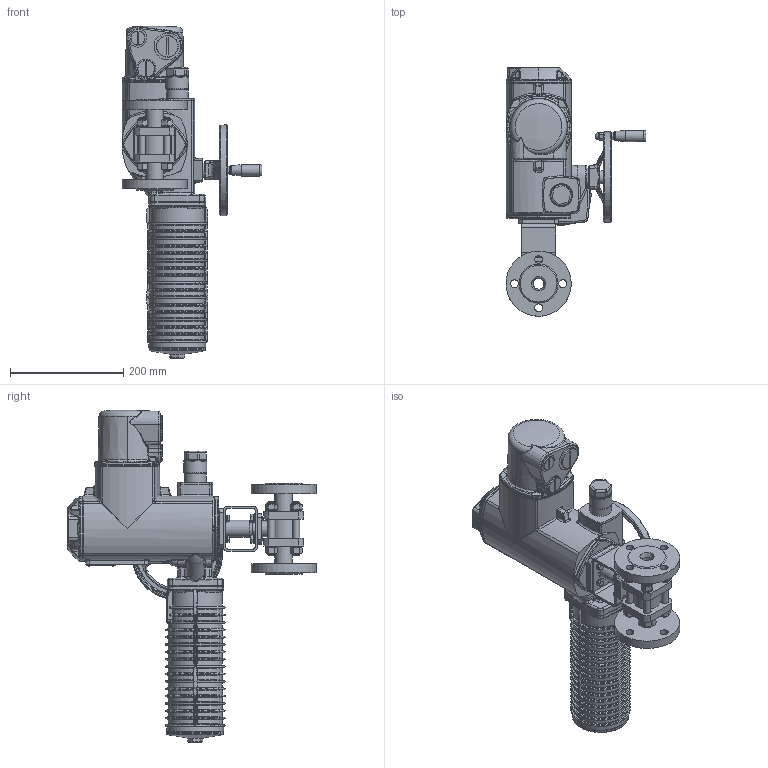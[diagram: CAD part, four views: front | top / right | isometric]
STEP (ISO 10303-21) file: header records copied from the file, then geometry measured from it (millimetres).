
FILE_DESCRIPTION(('STEP AP203'), '1');
FILE_NAME('埡39.014.025.010', '', ('UNSPECIFIED'), ('UNSPECIFIED'), 'ASCON STEP Converter 1.6', 'ASCON Math Kernel', '');
FILE_SCHEMA(('CONFIG_CONTROL_DESIGN'));
Length unit declared in the file: millimetre
Bounding box: 246.9 x 438.5 x 585.59 mm (x, y, z)
Volume: 8093688.6 mm3; surface area: 577725.3 mm2
Topology: 3 solids, 3 shells, 2899 faces, 6974 edges, 4109 vertices
Faces by surface type: bspline 876, plane 834, cylinder 620, cone 257, torus 257, sphere 55
Full cylindrical faces by diameter (mm): 6 x4, 6.4 x4, 7 x4, 7.8 x1, 8 x4, 8.4 x4, 9 x4, 10 x2, 11 x1, 12 x16, 12.5 x1, 14 x16, 16 x5, 17 x1, 19 x3, 20 x4, 25 x2, 28 x1, 30 x2, 31 x2, 32 x5, 35 x2, 36 x1, 38 x1, 38.3 x1, 40 x1, 48 x1, 100 x2, 115 x2, 160 x1
Entity records: 356756 total; most frequent: CARTESIAN_POINT 275495, ORIENTED_EDGE 13396, DIRECTION 9376, EDGE_CURVE 6698, VERTEX_POINT 4113, AXIS2_PLACEMENT_3D 3858, EDGE_LOOP 3275, B_SPLINE_CURVE_WITH_KNOTS 3066
